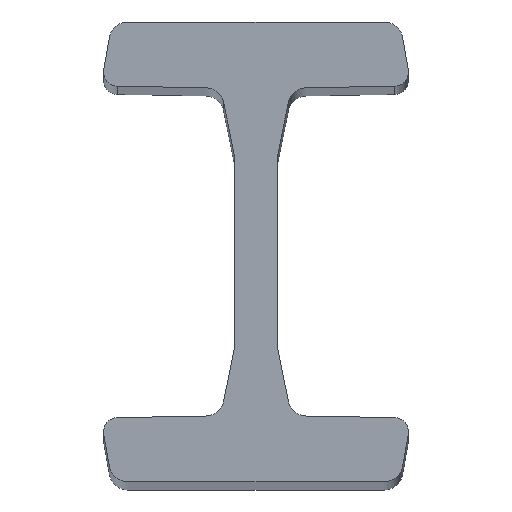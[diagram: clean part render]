
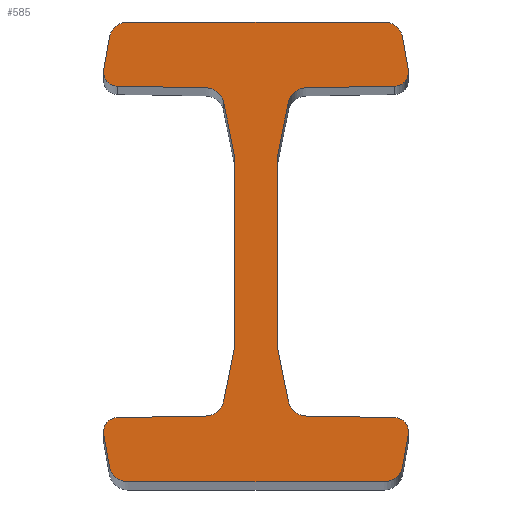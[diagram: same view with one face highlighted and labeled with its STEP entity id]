
A CAD part, top view. The second image highlights one B-rep face of the part: STEP entity #585.
In plain terms, the highlighted planar face has unit normal (0, 0, 1).
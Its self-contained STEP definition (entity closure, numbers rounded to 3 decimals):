
#31=PLANE('',#653);
#61=FACE_OUTER_BOUND('',#91,.T.);
#91=EDGE_LOOP('',(#489,#490,#491,#492,#493,#494,#495,#496,#497,#498,#499,
#500,#501,#502,#503,#504,#505,#506,#507,#508,#509,#510,#511,#512,#513,#514,
#515,#516));
#96=LINE('',#839,#156);
#100=LINE('',#851,#160);
#104=LINE('',#863,#164);
#108=LINE('',#875,#168);
#112=LINE('',#887,#172);
#115=LINE('',#893,#175);
#118=LINE('',#899,#178);
#122=LINE('',#911,#182);
#126=LINE('',#923,#186);
#130=LINE('',#935,#190);
#134=LINE('',#947,#194);
#138=LINE('',#959,#198);
#142=LINE('',#971,#202);
#145=LINE('',#977,#205);
#148=LINE('',#983,#208);
#152=LINE('',#993,#212);
#156=VECTOR('',#668,10.);
#160=VECTOR('',#680,10.);
#164=VECTOR('',#692,10.);
#168=VECTOR('',#704,10.);
#172=VECTOR('',#716,10.);
#175=VECTOR('',#721,10.);
#178=VECTOR('',#726,10.);
#182=VECTOR('',#738,10.);
#186=VECTOR('',#750,10.);
#190=VECTOR('',#762,10.);
#194=VECTOR('',#774,10.);
#198=VECTOR('',#786,10.);
#202=VECTOR('',#798,10.);
#205=VECTOR('',#803,10.);
#208=VECTOR('',#808,10.);
#212=VECTOR('',#820,10.);
#214=CIRCLE('',#603,3.);
#216=CIRCLE('',#607,4.);
#218=CIRCLE('',#611,4.);
#220=CIRCLE('',#615,3.);
#222=CIRCLE('',#619,4.);
#224=CIRCLE('',#625,4.);
#226=CIRCLE('',#629,3.);
#228=CIRCLE('',#633,4.);
#230=CIRCLE('',#637,4.);
#232=CIRCLE('',#641,3.);
#234=CIRCLE('',#645,4.);
#236=CIRCLE('',#651,4.);
#239=VERTEX_POINT('',#830);
#240=VERTEX_POINT('',#832);
#242=VERTEX_POINT('',#838);
#244=VERTEX_POINT('',#844);
#246=VERTEX_POINT('',#850);
#248=VERTEX_POINT('',#856);
#250=VERTEX_POINT('',#862);
#252=VERTEX_POINT('',#868);
#254=VERTEX_POINT('',#874);
#256=VERTEX_POINT('',#880);
#258=VERTEX_POINT('',#886);
#260=VERTEX_POINT('',#892);
#262=VERTEX_POINT('',#898);
#264=VERTEX_POINT('',#904);
#266=VERTEX_POINT('',#910);
#268=VERTEX_POINT('',#916);
#270=VERTEX_POINT('',#922);
#272=VERTEX_POINT('',#928);
#274=VERTEX_POINT('',#934);
#276=VERTEX_POINT('',#940);
#278=VERTEX_POINT('',#946);
#280=VERTEX_POINT('',#952);
#282=VERTEX_POINT('',#958);
#284=VERTEX_POINT('',#964);
#286=VERTEX_POINT('',#970);
#288=VERTEX_POINT('',#976);
#290=VERTEX_POINT('',#982);
#292=VERTEX_POINT('',#988);
#295=EDGE_CURVE('',#240,#239,#214,.T.);
#298=EDGE_CURVE('',#242,#240,#96,.T.);
#301=EDGE_CURVE('',#244,#242,#216,.T.);
#304=EDGE_CURVE('',#246,#244,#100,.T.);
#307=EDGE_CURVE('',#248,#246,#218,.T.);
#310=EDGE_CURVE('',#250,#248,#104,.T.);
#313=EDGE_CURVE('',#252,#250,#220,.T.);
#316=EDGE_CURVE('',#254,#252,#108,.T.);
#319=EDGE_CURVE('',#256,#254,#222,.T.);
#322=EDGE_CURVE('',#258,#256,#112,.T.);
#325=EDGE_CURVE('',#260,#258,#115,.T.);
#328=EDGE_CURVE('',#262,#260,#118,.T.);
#331=EDGE_CURVE('',#264,#262,#224,.T.);
#334=EDGE_CURVE('',#266,#264,#122,.T.);
#337=EDGE_CURVE('',#268,#266,#226,.T.);
#340=EDGE_CURVE('',#270,#268,#126,.T.);
#343=EDGE_CURVE('',#272,#270,#228,.T.);
#346=EDGE_CURVE('',#274,#272,#130,.T.);
#349=EDGE_CURVE('',#276,#274,#230,.T.);
#352=EDGE_CURVE('',#278,#276,#134,.T.);
#355=EDGE_CURVE('',#280,#278,#232,.T.);
#358=EDGE_CURVE('',#282,#280,#138,.T.);
#361=EDGE_CURVE('',#284,#282,#234,.T.);
#364=EDGE_CURVE('',#286,#284,#142,.T.);
#367=EDGE_CURVE('',#288,#286,#145,.T.);
#370=EDGE_CURVE('',#290,#288,#148,.T.);
#373=EDGE_CURVE('',#292,#290,#236,.T.);
#376=EDGE_CURVE('',#239,#292,#152,.T.);
#489=ORIENTED_EDGE('',*,*,#376,.T.);
#490=ORIENTED_EDGE('',*,*,#373,.T.);
#491=ORIENTED_EDGE('',*,*,#370,.T.);
#492=ORIENTED_EDGE('',*,*,#367,.T.);
#493=ORIENTED_EDGE('',*,*,#364,.T.);
#494=ORIENTED_EDGE('',*,*,#361,.T.);
#495=ORIENTED_EDGE('',*,*,#358,.T.);
#496=ORIENTED_EDGE('',*,*,#355,.T.);
#497=ORIENTED_EDGE('',*,*,#352,.T.);
#498=ORIENTED_EDGE('',*,*,#349,.T.);
#499=ORIENTED_EDGE('',*,*,#346,.T.);
#500=ORIENTED_EDGE('',*,*,#343,.T.);
#501=ORIENTED_EDGE('',*,*,#340,.T.);
#502=ORIENTED_EDGE('',*,*,#337,.T.);
#503=ORIENTED_EDGE('',*,*,#334,.T.);
#504=ORIENTED_EDGE('',*,*,#331,.T.);
#505=ORIENTED_EDGE('',*,*,#328,.T.);
#506=ORIENTED_EDGE('',*,*,#325,.T.);
#507=ORIENTED_EDGE('',*,*,#322,.T.);
#508=ORIENTED_EDGE('',*,*,#319,.T.);
#509=ORIENTED_EDGE('',*,*,#316,.T.);
#510=ORIENTED_EDGE('',*,*,#313,.T.);
#511=ORIENTED_EDGE('',*,*,#310,.T.);
#512=ORIENTED_EDGE('',*,*,#307,.T.);
#513=ORIENTED_EDGE('',*,*,#304,.T.);
#514=ORIENTED_EDGE('',*,*,#301,.T.);
#515=ORIENTED_EDGE('',*,*,#298,.T.);
#516=ORIENTED_EDGE('',*,*,#295,.T.);
#585=ADVANCED_FACE('',(#61),#31,.T.);
#603=AXIS2_PLACEMENT_3D('',#833,#662,#663);
#607=AXIS2_PLACEMENT_3D('',#845,#674,#675);
#611=AXIS2_PLACEMENT_3D('',#857,#686,#687);
#615=AXIS2_PLACEMENT_3D('',#869,#698,#699);
#619=AXIS2_PLACEMENT_3D('',#881,#710,#711);
#625=AXIS2_PLACEMENT_3D('',#905,#732,#733);
#629=AXIS2_PLACEMENT_3D('',#917,#744,#745);
#633=AXIS2_PLACEMENT_3D('',#929,#756,#757);
#637=AXIS2_PLACEMENT_3D('',#941,#768,#769);
#641=AXIS2_PLACEMENT_3D('',#953,#780,#781);
#645=AXIS2_PLACEMENT_3D('',#965,#792,#793);
#651=AXIS2_PLACEMENT_3D('',#989,#814,#815);
#653=AXIS2_PLACEMENT_3D('',#994,#821,#822);
#662=DIRECTION('center_axis',(0.,0.,1.));
#663=DIRECTION('ref_axis',(0.985,-0.174,0.));
#668=DIRECTION('',(0.174,0.985,0.));
#674=DIRECTION('center_axis',(0.,0.,1.));
#675=DIRECTION('ref_axis',(0.,-1.,0.));
#680=DIRECTION('',(1.,0.,0.));
#686=DIRECTION('center_axis',(0.,0.,1.));
#687=DIRECTION('ref_axis',(-0.985,-0.174,0.));
#692=DIRECTION('',(0.174,-0.985,0.));
#698=DIRECTION('center_axis',(0.,0.,1.));
#699=DIRECTION('ref_axis',(-0.017,1.,0.));
#704=DIRECTION('',(-1.,-0.017,0.));
#710=DIRECTION('center_axis',(0.,0.,-1.));
#711=DIRECTION('ref_axis',(0.981,-0.196,0.));
#716=DIRECTION('',(-0.196,-0.981,0.));
#721=DIRECTION('',(0.,-1.,0.));
#726=DIRECTION('',(0.196,-0.981,0.));
#732=DIRECTION('center_axis',(0.,0.,-1.));
#733=DIRECTION('ref_axis',(0.017,1.,0.));
#738=DIRECTION('',(1.,-0.017,0.));
#744=DIRECTION('center_axis',(0.,0.,1.));
#745=DIRECTION('ref_axis',(-0.985,0.174,0.));
#750=DIRECTION('',(-0.174,-0.985,0.));
#756=DIRECTION('center_axis',(0.,0.,1.));
#757=DIRECTION('ref_axis',(0.,1.,0.));
#762=DIRECTION('',(-1.,0.,0.));
#768=DIRECTION('center_axis',(0.,0.,1.));
#769=DIRECTION('ref_axis',(0.985,0.174,0.));
#774=DIRECTION('',(-0.174,0.985,0.));
#780=DIRECTION('center_axis',(0.,0.,1.));
#781=DIRECTION('ref_axis',(0.017,-1.,0.));
#786=DIRECTION('',(1.,0.017,0.));
#792=DIRECTION('center_axis',(0.,0.,-1.));
#793=DIRECTION('ref_axis',(-0.981,0.196,0.));
#798=DIRECTION('',(0.196,0.981,0.));
#803=DIRECTION('',(0.,1.,0.));
#808=DIRECTION('',(-0.196,0.981,0.));
#814=DIRECTION('center_axis',(0.,0.,-1.));
#815=DIRECTION('ref_axis',(-0.017,-1.,0.));
#820=DIRECTION('',(-1.,0.017,0.));
#821=DIRECTION('center_axis',(0.,0.,1.));
#822=DIRECTION('ref_axis',(1.,0.,0.));
#830=CARTESIAN_POINT('',(26.617,-32.315,1000.));
#832=CARTESIAN_POINT('',(29.519,-35.836,1000.));
#833=CARTESIAN_POINT('Origin',(26.564,-35.315,1000.));
#838=CARTESIAN_POINT('',(28.309,-42.695,1000.));
#839=CARTESIAN_POINT('',(28.309,-42.695,1000.));
#844=CARTESIAN_POINT('',(24.37,-46.,1000.));
#845=CARTESIAN_POINT('Origin',(24.37,-42.,1000.));
#850=CARTESIAN_POINT('',(-30.241,-46.,1000.));
#851=CARTESIAN_POINT('',(-30.241,-46.,1000.));
#856=CARTESIAN_POINT('',(-34.181,-42.695,1000.));
#857=CARTESIAN_POINT('Origin',(-30.241,-42.,1000.));
#862=CARTESIAN_POINT('',(-35.39,-35.836,1000.));
#863=CARTESIAN_POINT('',(-35.39,-35.836,1000.));
#868=CARTESIAN_POINT('',(-32.488,-32.315,1000.));
#869=CARTESIAN_POINT('Origin',(-32.436,-35.315,1000.));
#874=CARTESIAN_POINT('',(-13.656,-31.986,1000.));
#875=CARTESIAN_POINT('',(-13.656,-31.986,1000.));
#880=CARTESIAN_POINT('',(-9.804,-28.771,1000.));
#881=CARTESIAN_POINT('Origin',(-13.726,-27.987,1000.));
#886=CARTESIAN_POINT('',(-7.436,-16.93,1000.));
#887=CARTESIAN_POINT('',(-7.436,-16.93,1000.));
#892=CARTESIAN_POINT('',(-7.436,22.93,1000.));
#893=CARTESIAN_POINT('',(-7.436,22.93,1000.));
#898=CARTESIAN_POINT('',(-9.804,34.771,1000.));
#899=CARTESIAN_POINT('',(-9.804,34.771,1000.));
#904=CARTESIAN_POINT('',(-13.656,37.986,1000.));
#905=CARTESIAN_POINT('Origin',(-13.726,33.987,1000.));
#910=CARTESIAN_POINT('',(-32.488,38.315,1000.));
#911=CARTESIAN_POINT('',(-32.488,38.315,1000.));
#916=CARTESIAN_POINT('',(-35.39,41.836,1000.));
#917=CARTESIAN_POINT('Origin',(-32.436,41.315,1000.));
#922=CARTESIAN_POINT('',(-34.181,48.695,1000.));
#923=CARTESIAN_POINT('',(-34.181,48.695,1000.));
#928=CARTESIAN_POINT('',(-30.241,52.,1000.));
#929=CARTESIAN_POINT('Origin',(-30.241,48.,1000.));
#934=CARTESIAN_POINT('',(24.37,52.,1000.));
#935=CARTESIAN_POINT('',(24.37,52.,1000.));
#940=CARTESIAN_POINT('',(28.309,48.695,1000.));
#941=CARTESIAN_POINT('Origin',(24.37,48.,1000.));
#946=CARTESIAN_POINT('',(29.519,41.836,1000.));
#947=CARTESIAN_POINT('',(29.519,41.836,1000.));
#952=CARTESIAN_POINT('',(26.617,38.315,1000.));
#953=CARTESIAN_POINT('Origin',(26.564,41.315,1000.));
#958=CARTESIAN_POINT('',(7.785,37.986,1000.));
#959=CARTESIAN_POINT('',(7.785,37.986,1000.));
#964=CARTESIAN_POINT('',(3.933,34.771,1000.));
#965=CARTESIAN_POINT('Origin',(7.855,33.987,1000.));
#970=CARTESIAN_POINT('',(1.564,22.93,1000.));
#971=CARTESIAN_POINT('',(1.564,22.93,1000.));
#976=CARTESIAN_POINT('',(1.564,-16.93,1000.));
#977=CARTESIAN_POINT('',(1.564,-16.93,1000.));
#982=CARTESIAN_POINT('',(3.933,-28.771,1000.));
#983=CARTESIAN_POINT('',(3.933,-28.771,1000.));
#988=CARTESIAN_POINT('',(7.785,-31.986,1000.));
#989=CARTESIAN_POINT('Origin',(7.855,-27.987,1000.));
#993=CARTESIAN_POINT('',(26.617,-32.315,1000.));
#994=CARTESIAN_POINT('Origin',(-2.936,3.,1000.));
